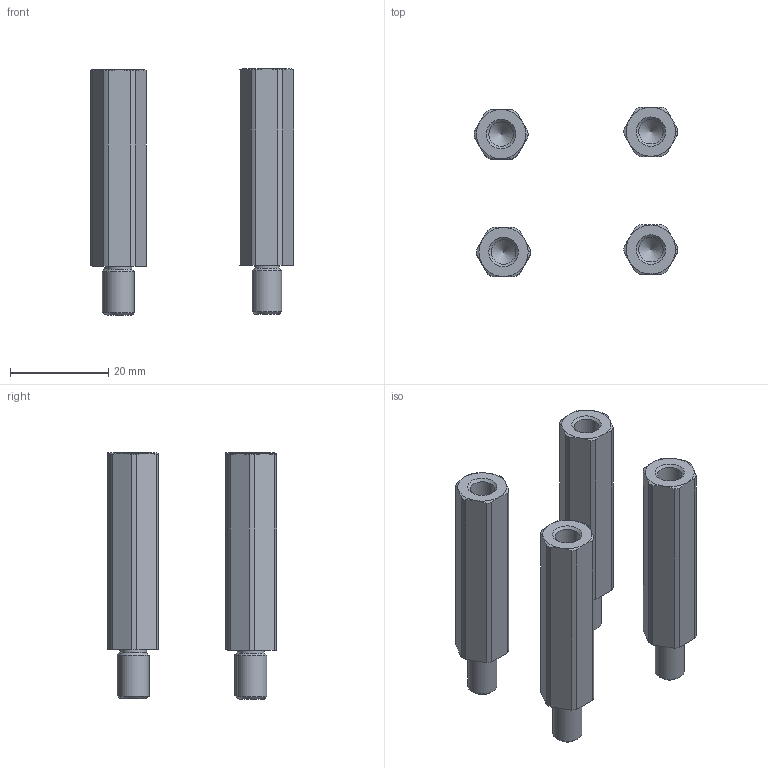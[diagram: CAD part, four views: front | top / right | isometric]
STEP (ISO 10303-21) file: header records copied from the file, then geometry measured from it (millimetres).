
FILE_DESCRIPTION(('FreeCAD Model'),'2;1');
FILE_NAME('Open CASCADE Shape Model','2022-07-05T17:32:07',('Author'),( ''),'Open CASCADE STEP processor 7.4','FreeCAD','Unknown');
FILE_SCHEMA(('AUTOMOTIVE_DESIGN { 1 0 10303 214 1 1 1 1 }'));
Length unit declared in the file: millimetre
Products named in the file (5): LinkGroup023; M6x10x40-Standoff; M6x10x40-Standoff001; M6x10x40-Standoff003; M6x10x40-Standoff002
Assembly tree (4 placements, depth 2):
  LinkGroup023
    M6x10x40-Standoff
    M6x10x40-Standoff001
    M6x10x40-Standoff003
    M6x10x40-Standoff002
Bounding box: 41.47 x 34.5 x 50.2 mm (x, y, z)
Volume: 14136.4 mm3; surface area: 7310.7 mm2
Topology: 4 solids, 4 shells, 120 faces, 276 edges, 168 vertices
Faces by surface type: cone 44, cylinder 40, plane 36
Full cylindrical faces by diameter (mm): 5 x8, 6 x4
Entity records: 7054 total; most frequent: CARTESIAN_POINT 1637, DIRECTION 990, ORIENTED_EDGE 544, PCURVE 544, DEFINITIONAL_REPRESENTATION 544, LINE 344, VECTOR 344, AXIS2_PLACEMENT_3D 289
